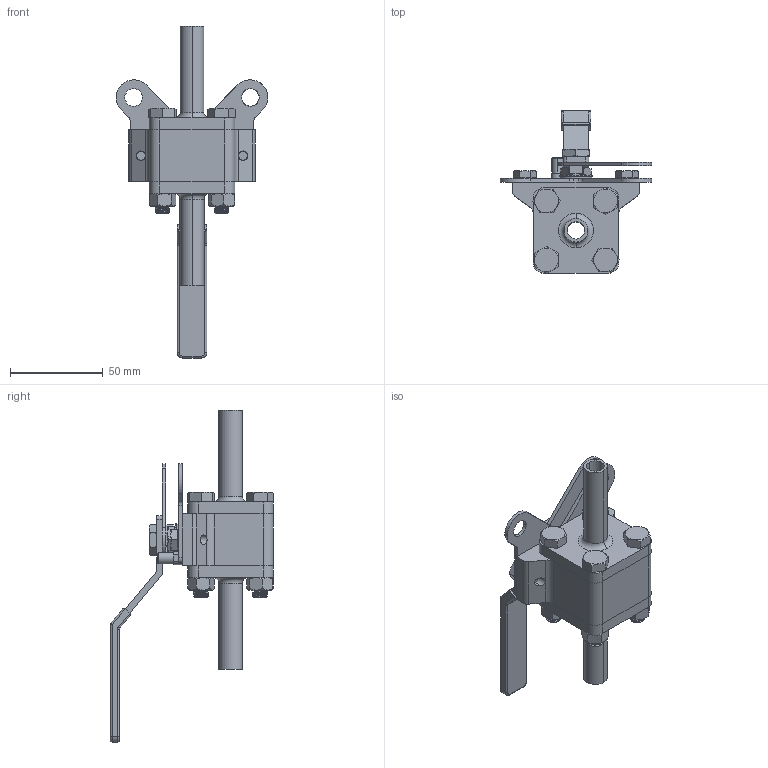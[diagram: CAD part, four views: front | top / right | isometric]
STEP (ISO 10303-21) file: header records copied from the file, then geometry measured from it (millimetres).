
FILE_DESCRIPTION (( 'STEP AP214' ), '1' );
FILE_NAME ('HP-DA-0050.STEP', '2018-12-07T19:22:19', ( '' ), ( '' ), 'SwSTEP 2.0', 'SolidWorks 2018', '' );
FILE_SCHEMA (( 'AUTOMOTIVE_DESIGN' ));
Length unit declared in the file: inch
Products named in the file (1): HP-DA-0050
Bounding box: 81.83 x 88.04 x 178.9 mm (x, y, z)
Surface area: 47854.9 mm2 (no closed solid volume)
Topology: 0 solids, 32 shells, 660 faces, 2142 edges, 1503 vertices
Faces by surface type: cylinder 375, plane 161, cone 100, bspline 12, torus 10, sphere 2
Entity records: 115075 total; most frequent: CARTESIAN_POINT 90055, ORIENTED_EDGE 3741, DIRECTION 2756, EDGE_CURVE 2140, VERTEX_POINT 1503, AXIS2_PLACEMENT_3D 1008, VECTOR 740, LINE 740
